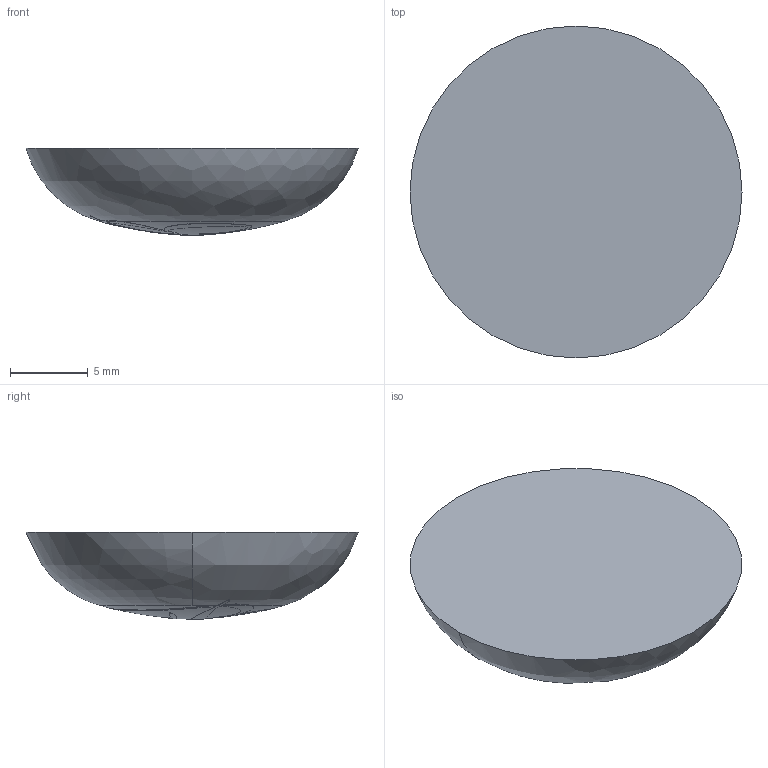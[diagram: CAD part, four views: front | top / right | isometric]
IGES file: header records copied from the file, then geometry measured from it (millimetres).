
Start section:  PTC IGES file: ME14.igs
Global section: file name: ME14.igs; native system: Pro/ENGINEER by Parametric Technology Corporation; preprocessor: 2010280; author: Administrator; organization: Unknown; date: 20191225.145851; units: millimetre
Bounding box: 21.4 x 21.4 x 5.62 mm (x, y, z)
Volume: 1311.6 mm3; surface area: 858.8 mm2
Topology: 1 solids, 1 shells, 44 faces, 128 edges, 84 vertices
Faces by surface type: extrusion 33, revolution 10, bspline 1
